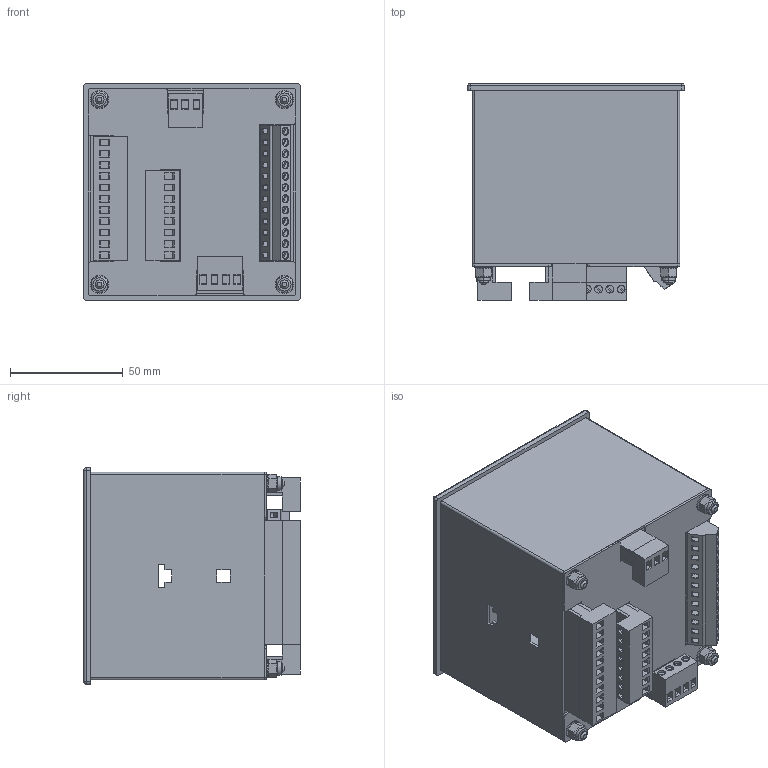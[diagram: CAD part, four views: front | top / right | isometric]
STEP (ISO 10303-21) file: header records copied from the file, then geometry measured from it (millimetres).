
FILE_DESCRIPTION(('TFLEX Exchange Step'),'2;1');
FILE_NAME('3D-модель прибора 17E6_F.stp', '2020-10-20T20:14:55+05:00',('Алексей'),('Unknown organisation'),'TFLEX Exchange 2019.1','T-FLEX CAD','Unknown authorisation');
FILE_SCHEMA( ('AUTOMOTIVE_DESIGN { 1 0 10303 214 1 1 1 1 }') );
Length unit declared in the file: millimetre
Products named in the file (17): Клемма 2:5; Клемма 2; Клемма 2:9; USB; Клемма 2:12; Клемма:13; Клемма; Клемма 2кр:4; Клемма 2кр; <Гайки стопорные>Гайка ГОСТ Р 50273-92; <Шайбы>Шайба ГОСТ 10450-78; <Шпильки>Шпилька ГОСТ 22038-76; Этикетка; Корпус; _17E6_F
Assembly tree (58 placements, depth 3):
  _17E6_F
    Клемма 2
      Клемма 2:5  x4
    Клемма 2
      Клемма 2:9  x8
    USB
    Клемма 2
      Клемма 2:12  x11
    Клемма
      Клемма:13  x12
    Клемма 2кр
      Клемма 2кр:4  x3
    <Гайки стопорные>Гайка ГОСТ Р 50273-92  x4
    <Шайбы>Шайба ГОСТ 10450-78  x4
    <Шпильки>Шпилька ГОСТ 22038-76  x4
    Этикетка
    Корпус
Bounding box: 96 x 96 x 96 mm (x, y, z)
Volume: 101137.7 mm3; surface area: 153595 mm2
Topology: 84 solids, 84 shells, 1616 faces, 4055 edges, 2666 vertices
Faces by surface type: plane 1309, cylinder 245, bspline 30, cone 28, sphere 4
Full cylindrical faces by diameter (mm): 3.242 x4, 3.5 x24
Entity records: 40064 total; most frequent: CARTESIAN_POINT 7455, ORIENTED_EDGE 6624, DIRECTION 6469, EDGE_CURVE 3312, VECTOR 2659, LINE 2659, VERTEX_POINT 2183, AXIS2_PLACEMENT_3D 1905
